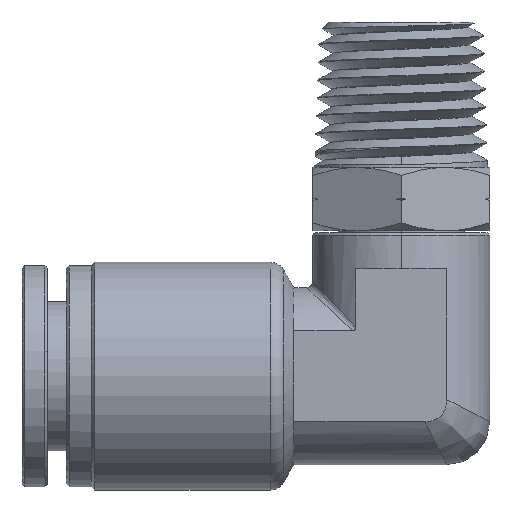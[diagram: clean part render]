
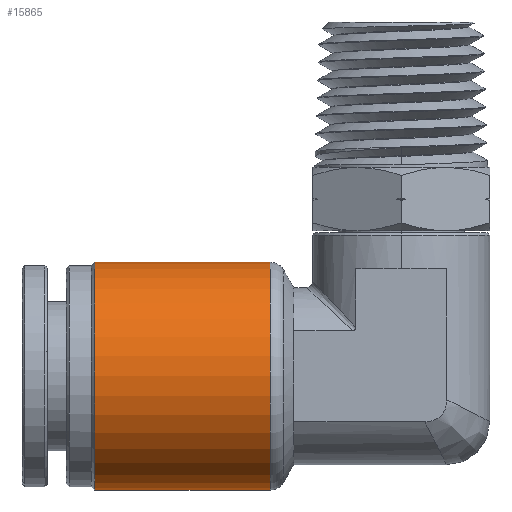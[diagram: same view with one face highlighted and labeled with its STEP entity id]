
A CAD part, left-side view. The second image highlights one B-rep face of the part: STEP entity #15865.
In plain terms, the highlighted cylindrical face has radius 9 mm (diameter 18 mm), a partial arc.
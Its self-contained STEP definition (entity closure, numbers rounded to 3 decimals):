
#818 = EDGE_CURVE ( 'NONE', #3394, #1506, #5328, .T. ) ;
#1506 = VERTEX_POINT ( 'NONE', #20393 ) ;
#3123 = ORIENTED_EDGE ( 'NONE', *, *, #23801, .T. ) ;
#3394 = VERTEX_POINT ( 'NONE', #23097 ) ;
#4913 = VERTEX_POINT ( 'NONE', #5034 ) ;
#5034 = CARTESIAN_POINT ( 'NONE',  ( 0., -1.352, 9. ) ) ;
#5133 = CARTESIAN_POINT ( 'NONE',  ( 0., -1.352, 0. ) ) ;
#5328 = CIRCLE ( 'NONE', #27245, 9. ) ;
#6119 = CARTESIAN_POINT ( 'NONE',  ( 0., 12.8, 0. ) ) ;
#7191 = CARTESIAN_POINT ( 'NONE',  ( 0., -1.352, -9. ) ) ;
#7455 = DIRECTION ( 'NONE',  ( 0., 0., -1. ) ) ;
#9641 = AXIS2_PLACEMENT_3D ( 'NONE', #6119, #12988, #15390 ) ;
#11482 = VECTOR ( 'NONE', #23052, 1000. ) ;
#11668 = CARTESIAN_POINT ( 'NONE',  ( 0., 12.8, 9. ) ) ;
#11904 = VERTEX_POINT ( 'NONE', #7191 ) ;
#11956 = VECTOR ( 'NONE', #12038, 1000. ) ;
#12038 = DIRECTION ( 'NONE',  ( 0., -1., 0. ) ) ;
#12810 = DIRECTION ( 'NONE',  ( 0., -1., 0. ) ) ;
#12988 = DIRECTION ( 'NONE',  ( 0., -1., 0. ) ) ;
#13003 = EDGE_CURVE ( 'NONE', #1506, #11904, #24226, .T. ) ;
#15390 = DIRECTION ( 'NONE',  ( 0., 0., -1. ) ) ;
#15865 = ADVANCED_FACE ( 'NONE', ( #19019 ), #16115, .T. ) ;
#16115 = CYLINDRICAL_SURFACE ( 'NONE', #9641, 9. ) ;
#18173 = ORIENTED_EDGE ( 'NONE', *, *, #19918, .F. ) ;
#19019 = FACE_OUTER_BOUND ( 'NONE', #22759, .T. ) ;
#19918 = EDGE_CURVE ( 'NONE', #3394, #4913, #29917, .T. ) ;
#20393 = CARTESIAN_POINT ( 'NONE',  ( 0., 12.55, -9. ) ) ;
#20796 = ORIENTED_EDGE ( 'NONE', *, *, #818, .T. ) ;
#21237 = DIRECTION ( 'NONE',  ( 0., 1., 0. ) ) ;
#22759 = EDGE_LOOP ( 'NONE', ( #18173, #20796, #26527, #3123 ) ) ;
#23052 = DIRECTION ( 'NONE',  ( 0., -1., 0. ) ) ;
#23097 = CARTESIAN_POINT ( 'NONE',  ( 0., 12.55, 9. ) ) ;
#23801 = EDGE_CURVE ( 'NONE', #11904, #4913, #27506, .T. ) ;
#24196 = AXIS2_PLACEMENT_3D ( 'NONE', #5133, #21237, #7455 ) ;
#24226 = LINE ( 'NONE', #25864, #11956 ) ;
#25864 = CARTESIAN_POINT ( 'NONE',  ( 0., 12.8, -9. ) ) ;
#26527 = ORIENTED_EDGE ( 'NONE', *, *, #13003, .T. ) ;
#26613 = CARTESIAN_POINT ( 'NONE',  ( 0., 12.55, 0. ) ) ;
#27245 = AXIS2_PLACEMENT_3D ( 'NONE', #26613, #12810, #28952 ) ;
#27506 = CIRCLE ( 'NONE', #24196, 9. ) ;
#28952 = DIRECTION ( 'NONE',  ( 0., 0., 1. ) ) ;
#29917 = LINE ( 'NONE', #11668, #11482 ) ;
